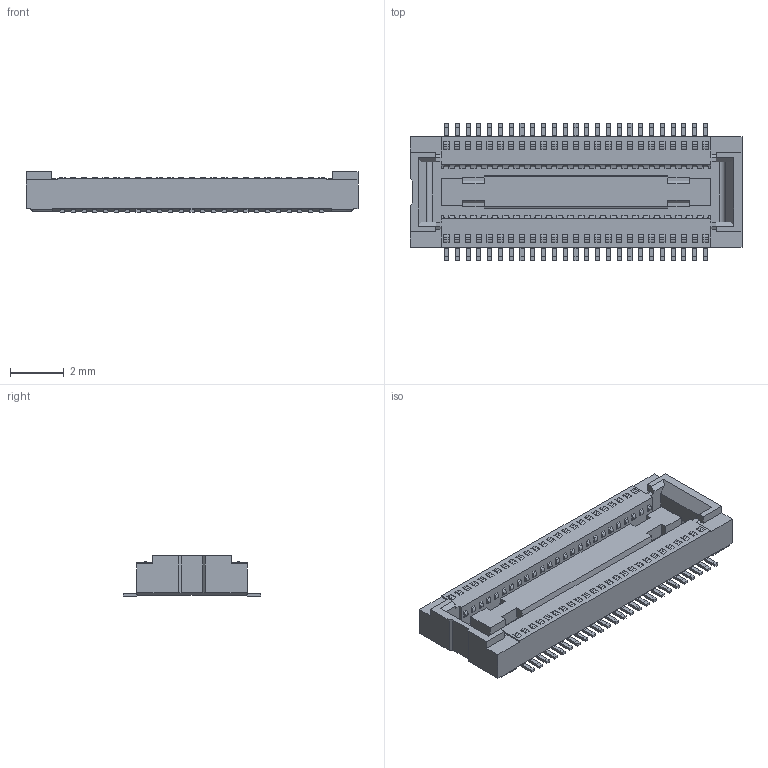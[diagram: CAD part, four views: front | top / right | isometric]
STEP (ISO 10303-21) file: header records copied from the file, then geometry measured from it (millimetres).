
FILE_DESCRIPTION (( 'STEP AP214' ), '1' );
FILE_NAME ('axk750147.stp', '2007-09-05T03:02:24', ( '' ), ( 'PanasonicCorporation' ), '', '', '' );
FILE_SCHEMA (( 'AUTOMOTIVE_DESIGN' ));
Length unit declared in the file: millimetre
Products named in the file (1): AXK750147
Bounding box: 12.3 x 5.1 x 1.5 mm (x, y, z)
Volume: 48.1 mm3; surface area: 205.4 mm2
Topology: 1 solids, 1 shells, 1361 faces, 3620 edges, 2412 vertices
Faces by surface type: plane 953, cylinder 408
Entity records: 42097 total; most frequent: CARTESIAN_POINT 7706, ORIENTED_EDGE 7240, DIRECTION 6952, EDGE_CURVE 3620, LINE 2804, VECTOR 2804, VERTEX_POINT 2412, AXIS2_PLACEMENT_3D 2074
